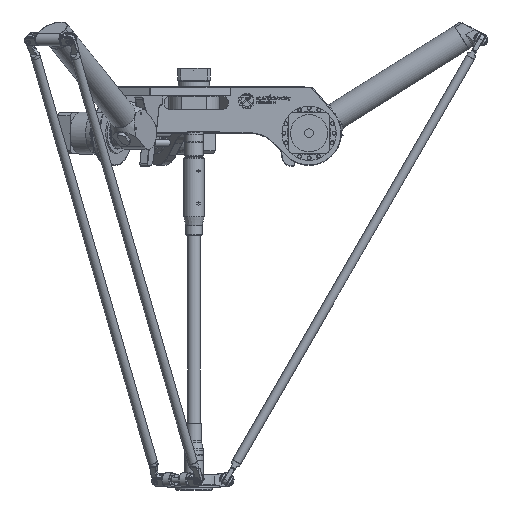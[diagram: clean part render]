
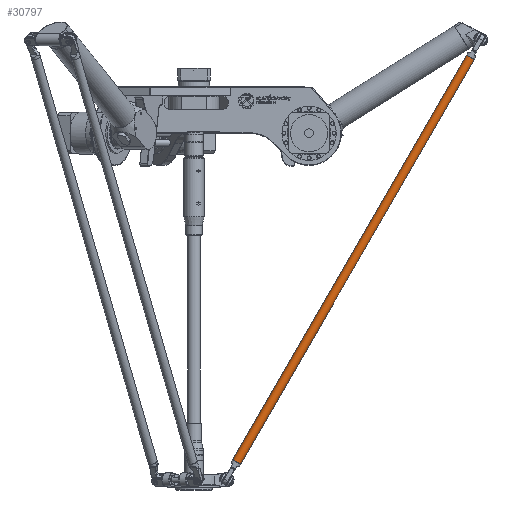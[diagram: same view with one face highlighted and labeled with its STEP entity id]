
A CAD part, front view. The second image highlights one B-rep face of the part: STEP entity #30797.
In plain terms, the highlighted cylindrical face has radius 10 mm (diameter 20 mm), a full revolution.
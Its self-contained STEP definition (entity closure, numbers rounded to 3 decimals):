
#1224=FACE_BOUND('',#7583,.T.);
#2680=CIRCLE('',#34099,10.);
#2684=CIRCLE('',#34111,10.);
#3282=CYLINDRICAL_SURFACE('',#34193,10.);
#5094=FACE_OUTER_BOUND('',#7582,.T.);
#7582=EDGE_LOOP('',(#27011));
#7583=EDGE_LOOP('',(#27012));
#15035=VERTEX_POINT('',#59895);
#15046=VERTEX_POINT('',#59920);
#18984=EDGE_CURVE('',#15035,#15035,#2680,.T.);
#18995=EDGE_CURVE('',#15046,#15046,#2684,.T.);
#27011=ORIENTED_EDGE('',*,*,#18984,.T.);
#27012=ORIENTED_EDGE('',*,*,#18995,.T.);
#30797=ADVANCED_FACE('',(#5094,#1224),#3282,.T.);
#34099=AXIS2_PLACEMENT_3D('',#59896,#42541,#42542);
#34111=AXIS2_PLACEMENT_3D('',#59921,#42567,#42568);
#34193=AXIS2_PLACEMENT_3D('',#60177,#42796,#42797);
#42541=DIRECTION('center_axis',(-1.,0.,0.));
#42542=DIRECTION('ref_axis',(0.,0.,1.));
#42567=DIRECTION('center_axis',(1.,0.,0.));
#42568=DIRECTION('ref_axis',(0.,0.,1.));
#42796=DIRECTION('center_axis',(-1.,0.,0.));
#42797=DIRECTION('ref_axis',(0.,0.,1.));
#59895=CARTESIAN_POINT('',(1059.9,10.,0.));
#59896=CARTESIAN_POINT('Origin',(1059.9,0.,0.));
#59920=CARTESIAN_POINT('',(45.1,10.,0.));
#59921=CARTESIAN_POINT('Origin',(45.1,0.,0.));
#60177=CARTESIAN_POINT('Origin',(45.,0.,0.));
